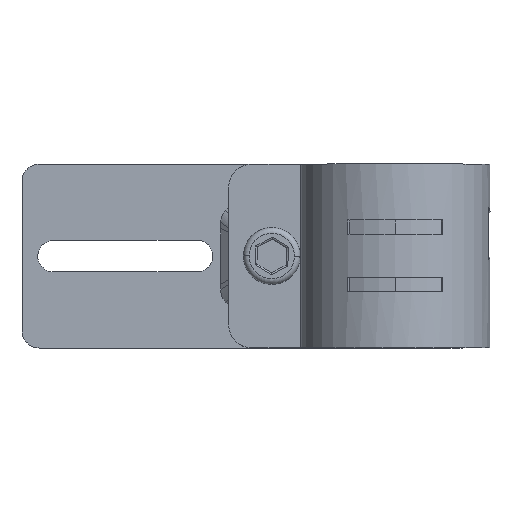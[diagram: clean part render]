
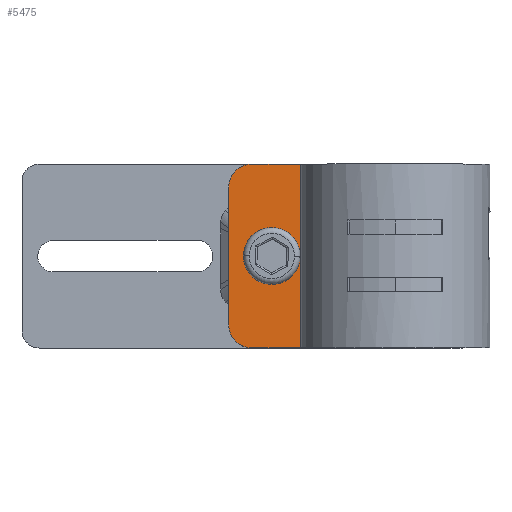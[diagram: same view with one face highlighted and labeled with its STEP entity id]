
A CAD part, top view. The second image highlights one B-rep face of the part: STEP entity #5475.
In plain terms, the highlighted planar face has unit normal (0, 0, 1).
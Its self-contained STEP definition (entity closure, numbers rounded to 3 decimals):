
#15 = PLANE ( 'NONE',  #14968 ) ;
#114 = DIRECTION ( 'NONE',  ( 0.999, -0.036, 0. ) ) ;
#278 = LINE ( 'NONE', #11391, #17287 ) ;
#296 = AXIS2_PLACEMENT_3D ( 'NONE', #13959, #6014, #5393 ) ;
#572 = VECTOR ( 'NONE', #17662, 1000. ) ;
#801 = CARTESIAN_POINT ( 'NONE',  ( -30.437, 9.591, -2.6 ) ) ;
#1122 = CARTESIAN_POINT ( 'NONE',  ( -27.884, -2.23, -2.6 ) ) ;
#1371 = ORIENTED_EDGE ( 'NONE', *, *, #9748, .T. ) ;
#1988 = VERTEX_POINT ( 'NONE', #12216 ) ;
#2292 = EDGE_CURVE ( 'NONE', #11442, #11203, #17830, .T. ) ;
#2727 = CIRCLE ( 'NONE', #13219, 4.95 ) ;
#3321 = VECTOR ( 'NONE', #13265, 1000. ) ;
#4295 = ORIENTED_EDGE ( 'NONE', *, *, #15201, .T. ) ;
#4698 = DIRECTION ( 'NONE',  ( 0., -1., 0. ) ) ;
#4904 = CARTESIAN_POINT ( 'NONE',  ( -26.437, -18.409, -2.6 ) ) ;
#4959 = LINE ( 'NONE', #14530, #3321 ) ;
#4991 = DIRECTION ( 'NONE',  ( 0., 0., -1. ) ) ;
#5082 = CARTESIAN_POINT ( 'NONE',  ( -17.937, 13.591, -2.6 ) ) ;
#5134 = EDGE_CURVE ( 'NONE', #15419, #11442, #4959, .T. ) ;
#5265 = ORIENTED_EDGE ( 'NONE', *, *, #15352, .T. ) ;
#5345 = AXIS2_PLACEMENT_3D ( 'NONE', #5796, #11188, #5605 ) ;
#5393 = DIRECTION ( 'NONE',  ( -1., 0., 0. ) ) ;
#5475 = ADVANCED_FACE ( 'NONE', ( #12301, #12211 ), #15, .T. ) ;
#5563 = EDGE_CURVE ( 'NONE', #11203, #10560, #278, .T. ) ;
#5605 = DIRECTION ( 'NONE',  ( 0., 1., 0. ) ) ;
#5766 = EDGE_LOOP ( 'NONE', ( #5265, #4295 ) ) ;
#5796 = CARTESIAN_POINT ( 'NONE',  ( -26.437, 9.591, -2.6 ) ) ;
#5907 = CARTESIAN_POINT ( 'NONE',  ( -17.991, -2.587, -2.6 ) ) ;
#5993 = DIRECTION ( 'NONE',  ( 0., 0., 1. ) ) ;
#6014 = DIRECTION ( 'NONE',  ( 0., 0., 1. ) ) ;
#6370 = LINE ( 'NONE', #4904, #10320 ) ;
#6966 = VERTEX_POINT ( 'NONE', #1122 ) ;
#7271 = CARTESIAN_POINT ( 'NONE',  ( -24.187, -2.409, -2.6 ) ) ;
#7286 = EDGE_LOOP ( 'NONE', ( #1371, #8621, #9500, #16941, #13158, #10744 ) ) ;
#8380 = CARTESIAN_POINT ( 'NONE',  ( -22.937, -2.409, -2.6 ) ) ;
#8621 = ORIENTED_EDGE ( 'NONE', *, *, #15446, .T. ) ;
#8879 = CARTESIAN_POINT ( 'NONE',  ( -26.437, 13.591, -2.6 ) ) ;
#9237 = CARTESIAN_POINT ( 'NONE',  ( -17.937, -18.409, -2.6 ) ) ;
#9440 = AXIS2_PLACEMENT_3D ( 'NONE', #8380, #11136, #114 ) ;
#9500 = ORIENTED_EDGE ( 'NONE', *, *, #11965, .T. ) ;
#9748 = EDGE_CURVE ( 'NONE', #10560, #14875, #15400, .T. ) ;
#10320 = VECTOR ( 'NONE', #16111, 1000. ) ;
#10560 = VERTEX_POINT ( 'NONE', #13135 ) ;
#10744 = ORIENTED_EDGE ( 'NONE', *, *, #5563, .T. ) ;
#11136 = DIRECTION ( 'NONE',  ( 0., 0., -1. ) ) ;
#11188 = DIRECTION ( 'NONE',  ( 0., 0., 1. ) ) ;
#11203 = VERTEX_POINT ( 'NONE', #801 ) ;
#11391 = CARTESIAN_POINT ( 'NONE',  ( -30.437, 9.591, -2.6 ) ) ;
#11442 = VERTEX_POINT ( 'NONE', #8879 ) ;
#11965 = EDGE_CURVE ( 'NONE', #1988, #15419, #13689, .T. ) ;
#12211 = FACE_OUTER_BOUND ( 'NONE', #7286, .T. ) ;
#12216 = CARTESIAN_POINT ( 'NONE',  ( -17.937, -18.409, -2.6 ) ) ;
#12301 = FACE_BOUND ( 'NONE', #5766, .T. ) ;
#13135 = CARTESIAN_POINT ( 'NONE',  ( -30.437, -14.409, -2.6 ) ) ;
#13158 = ORIENTED_EDGE ( 'NONE', *, *, #2292, .T. ) ;
#13219 = AXIS2_PLACEMENT_3D ( 'NONE', #17365, #4991, #14830 ) ;
#13265 = DIRECTION ( 'NONE',  ( -1., 0., 0. ) ) ;
#13689 = LINE ( 'NONE', #9237, #572 ) ;
#13959 = CARTESIAN_POINT ( 'NONE',  ( -26.437, -14.409, -2.6 ) ) ;
#14100 = DIRECTION ( 'NONE',  ( 1., 0., 0. ) ) ;
#14530 = CARTESIAN_POINT ( 'NONE',  ( -17.937, 13.591, -2.6 ) ) ;
#14830 = DIRECTION ( 'NONE',  ( -0.999, 0.036, 0. ) ) ;
#14875 = VERTEX_POINT ( 'NONE', #16079 ) ;
#14968 = AXIS2_PLACEMENT_3D ( 'NONE', #7271, #5993, #14100 ) ;
#15201 = EDGE_CURVE ( 'NONE', #16984, #6966, #16122, .T. ) ;
#15352 = EDGE_CURVE ( 'NONE', #6966, #16984, #2727, .T. ) ;
#15400 = CIRCLE ( 'NONE', #296, 4. ) ;
#15419 = VERTEX_POINT ( 'NONE', #5082 ) ;
#15446 = EDGE_CURVE ( 'NONE', #14875, #1988, #6370, .T. ) ;
#16079 = CARTESIAN_POINT ( 'NONE',  ( -26.437, -18.409, -2.6 ) ) ;
#16111 = DIRECTION ( 'NONE',  ( 1., 0., 0. ) ) ;
#16122 = CIRCLE ( 'NONE', #9440, 4.95 ) ;
#16941 = ORIENTED_EDGE ( 'NONE', *, *, #5134, .T. ) ;
#16984 = VERTEX_POINT ( 'NONE', #5907 ) ;
#17287 = VECTOR ( 'NONE', #4698, 1000. ) ;
#17365 = CARTESIAN_POINT ( 'NONE',  ( -22.937, -2.409, -2.6 ) ) ;
#17662 = DIRECTION ( 'NONE',  ( 0., 1., 0. ) ) ;
#17830 = CIRCLE ( 'NONE', #5345, 4. ) ;
